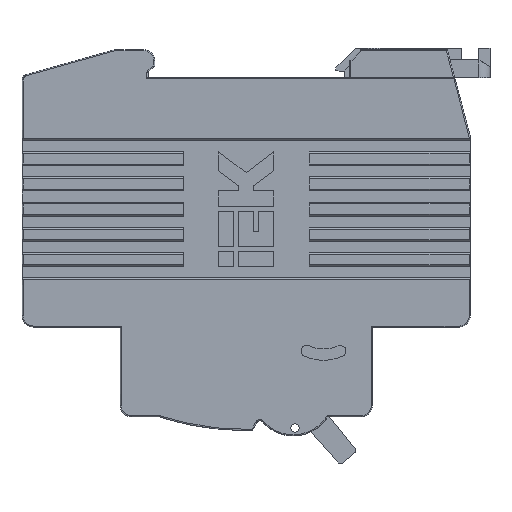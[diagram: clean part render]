
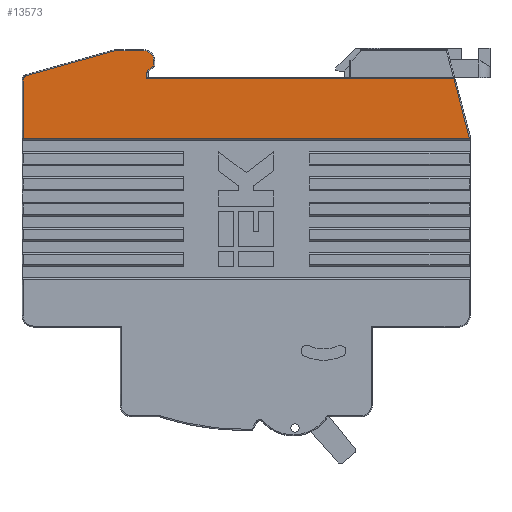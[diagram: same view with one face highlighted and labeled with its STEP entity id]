
A CAD part, left-side view. The second image highlights one B-rep face of the part: STEP entity #13573.
In plain terms, the highlighted face is planar.
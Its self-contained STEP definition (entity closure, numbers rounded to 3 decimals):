
#18 = VERTEX_POINT ( 'NONE', #7708 ) ;
#26 = VERTEX_POINT ( 'NONE', #14150 ) ;
#95 = DIRECTION ( 'NONE',  ( 0., 0., -1. ) ) ;
#97 = CARTESIAN_POINT ( 'NONE',  ( 26.8, 2.952, -42.3 ) ) ;
#101 = VERTEX_POINT ( 'NONE', #19413 ) ;
#149 = LINE ( 'NONE', #19594, #3363 ) ;
#287 = ORIENTED_EDGE ( 'NONE', *, *, #16634, .T. ) ;
#709 = DIRECTION ( 'NONE',  ( 0., 0., -1. ) ) ;
#810 = LINE ( 'NONE', #7047, #15108 ) ;
#1264 = CARTESIAN_POINT ( 'NONE',  ( 26.8, 63.495, -47.3 ) ) ;
#1282 = ORIENTED_EDGE ( 'NONE', *, *, #6032, .T. ) ;
#1292 = CIRCLE ( 'NONE', #13098, 0.8 ) ;
#1645 = VERTEX_POINT ( 'NONE', #4840 ) ;
#1709 = VECTOR ( 'NONE', #11284, 1000. ) ;
#1963 = VERTEX_POINT ( 'NONE', #14096 ) ;
#1967 = LINE ( 'NONE', #13473, #17553 ) ;
#2079 = VECTOR ( 'NONE', #3929, 1000. ) ;
#2408 = DIRECTION ( 'NONE',  ( 1., 0., 0. ) ) ;
#2570 = EDGE_LOOP ( 'NONE', ( #18859, #20920, #8839, #5753, #6474, #6920, #287, #17340, #1282, #11598, #13576, #17113, #15726 ) ) ;
#2582 = CIRCLE ( 'NONE', #10343, 0.4 ) ;
#2670 = CARTESIAN_POINT ( 'NONE',  ( 26.8, 79.217, -42.869 ) ) ;
#3249 = LINE ( 'NONE', #20895, #1709 ) ;
#3363 = VECTOR ( 'NONE', #14421, 1000. ) ;
#3686 = CARTESIAN_POINT ( 'NONE',  ( 26.8, 79., -42.099 ) ) ;
#3787 = VERTEX_POINT ( 'NONE', #10822 ) ;
#3929 = DIRECTION ( 'NONE',  ( 0., -0.768, -0.64 ) ) ;
#4454 = VERTEX_POINT ( 'NONE', #8960 ) ;
#4666 = AXIS2_PLACEMENT_3D ( 'NONE', #18242, #20708, #95 ) ;
#4775 = EDGE_CURVE ( 'NONE', #17069, #20381, #1967, .T. ) ;
#4840 = CARTESIAN_POINT ( 'NONE',  ( 26.8, 56.497, -45.5 ) ) ;
#5295 = CARTESIAN_POINT ( 'NONE',  ( 26.8, 2.46, -31.6 ) ) ;
#5359 = DIRECTION ( 'NONE',  ( 0., 0., 1. ) ) ;
#5585 = DIRECTION ( 'NONE',  ( 1., 0., 0. ) ) ;
#5753 = ORIENTED_EDGE ( 'NONE', *, *, #15727, .T. ) ;
#5862 = LINE ( 'NONE', #8701, #9477 ) ;
#6032 = EDGE_CURVE ( 'NONE', #1645, #4454, #12883, .T. ) ;
#6377 = EDGE_CURVE ( 'NONE', #20719, #1963, #5862, .T. ) ;
#6474 = ORIENTED_EDGE ( 'NONE', *, *, #6377, .T. ) ;
#6920 = ORIENTED_EDGE ( 'NONE', *, *, #12103, .F. ) ;
#7047 = CARTESIAN_POINT ( 'NONE',  ( 26.8, 56.497, -45.5 ) ) ;
#7708 = CARTESIAN_POINT ( 'NONE',  ( 26.8, 57.553, -43.714 ) ) ;
#8373 = LINE ( 'NONE', #13647, #2079 ) ;
#8701 = CARTESIAN_POINT ( 'NONE',  ( 26.8, 57.697, -43.5 ) ) ;
#8839 = ORIENTED_EDGE ( 'NONE', *, *, #11929, .F. ) ;
#8960 = CARTESIAN_POINT ( 'NONE',  ( 26.8, 58.297, -47.3 ) ) ;
#9190 = DIRECTION ( 'NONE',  ( 0., 1., 0. ) ) ;
#9289 = LINE ( 'NONE', #1264, #13754 ) ;
#9308 = VERTEX_POINT ( 'NONE', #97 ) ;
#9477 = VECTOR ( 'NONE', #20414, 1000. ) ;
#10343 = AXIS2_PLACEMENT_3D ( 'NONE', #18359, #5585, #20146 ) ;
#10691 = VERTEX_POINT ( 'NONE', #12443 ) ;
#10822 = CARTESIAN_POINT ( 'NONE',  ( 26.8, 0.2, -31.894 ) ) ;
#11284 = DIRECTION ( 'NONE',  ( 0., 1., 0. ) ) ;
#11598 = ORIENTED_EDGE ( 'NONE', *, *, #18784, .T. ) ;
#11929 = EDGE_CURVE ( 'NONE', #9308, #3787, #12872, .T. ) ;
#12024 = EDGE_CURVE ( 'NONE', #26, #17069, #1292, .T. ) ;
#12103 = EDGE_CURVE ( 'NONE', #18, #1963, #2582, .T. ) ;
#12310 = CARTESIAN_POINT ( 'NONE',  ( 26.8, 57.697, -42.3 ) ) ;
#12443 = CARTESIAN_POINT ( 'NONE',  ( 26.8, 0.2, -31.6 ) ) ;
#12558 = DIRECTION ( 'NONE',  ( 0., -0.256, 0.967 ) ) ;
#12872 = LINE ( 'NONE', #16049, #14458 ) ;
#12883 = CIRCLE ( 'NONE', #18289, 1.8 ) ;
#13059 = CARTESIAN_POINT ( 'NONE',  ( 26.8, 79.8, -31.6 ) ) ;
#13063 = EDGE_CURVE ( 'NONE', #101, #26, #20511, .T. ) ;
#13098 = AXIS2_PLACEMENT_3D ( 'NONE', #3686, #14674, #16577 ) ;
#13473 = CARTESIAN_POINT ( 'NONE',  ( 26.8, 79.8, -31.6 ) ) ;
#13573 = ADVANCED_FACE ( 'NONE', ( #14366 ), #15959, .T. ) ;
#13576 = ORIENTED_EDGE ( 'NONE', *, *, #13063, .T. ) ;
#13647 = CARTESIAN_POINT ( 'NONE',  ( 26.8, 23.767, -71.869 ) ) ;
#13676 = EDGE_CURVE ( 'NONE', #17673, #1645, #810, .T. ) ;
#13754 = VECTOR ( 'NONE', #9190, 1000. ) ;
#14096 = CARTESIAN_POINT ( 'NONE',  ( 26.8, 57.697, -43.406 ) ) ;
#14150 = CARTESIAN_POINT ( 'NONE',  ( 26.8, 79.217, -42.869 ) ) ;
#14366 = FACE_OUTER_BOUND ( 'NONE', #2570, .T. ) ;
#14399 = CARTESIAN_POINT ( 'NONE',  ( 26.8, 56.497, -44.594 ) ) ;
#14421 = DIRECTION ( 'NONE',  ( 0., 0., -1. ) ) ;
#14458 = VECTOR ( 'NONE', #12558, 1000. ) ;
#14674 = DIRECTION ( 'NONE',  ( 1., 0., 0. ) ) ;
#15108 = VECTOR ( 'NONE', #709, 1000. ) ;
#15347 = EDGE_CURVE ( 'NONE', #20381, #10691, #16592, .T. ) ;
#15451 = VECTOR ( 'NONE', #15874, 1000. ) ;
#15726 = ORIENTED_EDGE ( 'NONE', *, *, #4775, .T. ) ;
#15727 = EDGE_CURVE ( 'NONE', #9308, #20719, #3249, .T. ) ;
#15874 = DIRECTION ( 'NONE',  ( 0., 0.963, 0.271 ) ) ;
#15959 = PLANE ( 'NONE',  #4666 ) ;
#16049 = CARTESIAN_POINT ( 'NONE',  ( 26.8, 3.908, -45.917 ) ) ;
#16577 = DIRECTION ( 'NONE',  ( 0., 1., 0. ) ) ;
#16592 = LINE ( 'NONE', #5295, #17215 ) ;
#16634 = EDGE_CURVE ( 'NONE', #18, #17673, #8373, .T. ) ;
#17069 = VERTEX_POINT ( 'NONE', #20254 ) ;
#17113 = ORIENTED_EDGE ( 'NONE', *, *, #12024, .T. ) ;
#17215 = VECTOR ( 'NONE', #19654, 1000. ) ;
#17340 = ORIENTED_EDGE ( 'NONE', *, *, #13676, .T. ) ;
#17553 = VECTOR ( 'NONE', #5359, 1000. ) ;
#17673 = VERTEX_POINT ( 'NONE', #14399 ) ;
#18242 = CARTESIAN_POINT ( 'NONE',  ( 26.8, 2.46, -46.3 ) ) ;
#18289 = AXIS2_PLACEMENT_3D ( 'NONE', #20345, #2408, #20126 ) ;
#18359 = CARTESIAN_POINT ( 'NONE',  ( 26.8, 57.297, -43.406 ) ) ;
#18784 = EDGE_CURVE ( 'NONE', #4454, #101, #9289, .T. ) ;
#18859 = ORIENTED_EDGE ( 'NONE', *, *, #15347, .T. ) ;
#19413 = CARTESIAN_POINT ( 'NONE',  ( 26.8, 63.467, -47.3 ) ) ;
#19594 = CARTESIAN_POINT ( 'NONE',  ( 26.8, 0.2, -31.92 ) ) ;
#19654 = DIRECTION ( 'NONE',  ( 0., -1., 0. ) ) ;
#20126 = DIRECTION ( 'NONE',  ( 0., 1., 0. ) ) ;
#20146 = DIRECTION ( 'NONE',  ( 0., 1., 0. ) ) ;
#20254 = CARTESIAN_POINT ( 'NONE',  ( 26.8, 79.8, -42.099 ) ) ;
#20345 = CARTESIAN_POINT ( 'NONE',  ( 26.8, 58.297, -45.5 ) ) ;
#20381 = VERTEX_POINT ( 'NONE', #13059 ) ;
#20414 = DIRECTION ( 'NONE',  ( 0., 0., -1. ) ) ;
#20511 = LINE ( 'NONE', #2670, #15451 ) ;
#20708 = DIRECTION ( 'NONE',  ( 1., 0., 0. ) ) ;
#20719 = VERTEX_POINT ( 'NONE', #12310 ) ;
#20809 = EDGE_CURVE ( 'NONE', #10691, #3787, #149, .T. ) ;
#20895 = CARTESIAN_POINT ( 'NONE',  ( 26.8, 2.46, -42.3 ) ) ;
#20920 = ORIENTED_EDGE ( 'NONE', *, *, #20809, .T. ) ;
